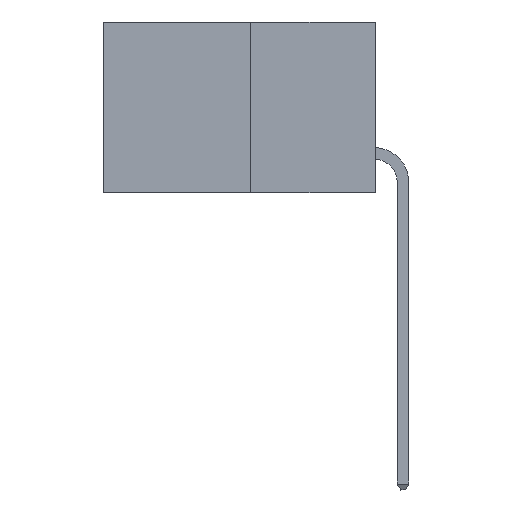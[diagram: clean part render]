
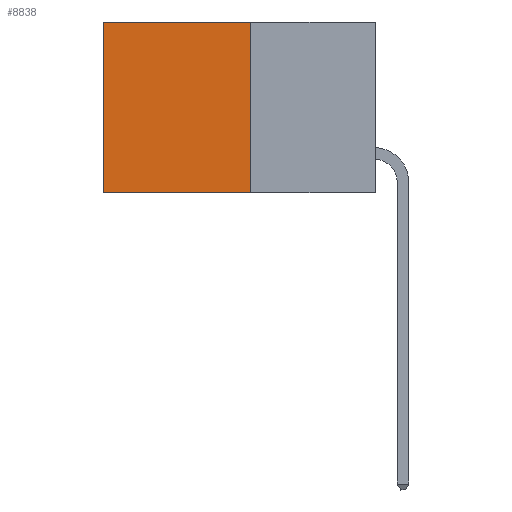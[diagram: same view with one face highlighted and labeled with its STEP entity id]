
A CAD part, left-side view. The second image highlights one B-rep face of the part: STEP entity #8838.
In plain terms, the highlighted planar face has unit normal (-1, 0, 0).
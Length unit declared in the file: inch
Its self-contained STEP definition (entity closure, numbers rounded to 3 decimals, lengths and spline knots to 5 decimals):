
#61 = DIRECTION ( 'NONE',  ( 0., 1., 0. ) ) ;
#167 = LINE ( 'NONE', #5929, #1927 ) ;
#346 = EDGE_CURVE ( 'NONE', #5767, #5121, #7688, .T. ) ;
#850 = ORIENTED_EDGE ( 'NONE', *, *, #8825, .F. ) ;
#1338 = ORIENTED_EDGE ( 'NONE', *, *, #4553, .F. ) ;
#1535 = ORIENTED_EDGE ( 'NONE', *, *, #5352, .T. ) ;
#1546 = CARTESIAN_POINT ( 'NONE',  ( 0.277, 0.59, -0.37 ) ) ;
#1560 = DIRECTION ( 'NONE',  ( 0., 0., -1. ) ) ;
#1927 = VECTOR ( 'NONE', #61, 39.37008 ) ;
#2916 = EDGE_LOOP ( 'NONE', ( #1535, #850, #1338, #3053 ) ) ;
#3053 = ORIENTED_EDGE ( 'NONE', *, *, #346, .T. ) ;
#3065 = CARTESIAN_POINT ( 'NONE',  ( 0.277, 0.27, -0.37 ) ) ;
#3088 = CARTESIAN_POINT ( 'NONE',  ( 0.277, 0.59, 0. ) ) ;
#3704 = VERTEX_POINT ( 'NONE', #5837 ) ;
#3831 = PLANE ( 'NONE',  #8522 ) ;
#3864 = CARTESIAN_POINT ( 'NONE',  ( 0.277, 0.27, 0. ) ) ;
#3938 = CARTESIAN_POINT ( 'NONE',  ( 0.277, 0.27, 0. ) ) ;
#3949 = DIRECTION ( 'NONE',  ( 0., 1., 0. ) ) ;
#4553 = EDGE_CURVE ( 'NONE', #5767, #6235, #8151, .T. ) ;
#4556 = DIRECTION ( 'NONE',  ( 0., 0., -1. ) ) ;
#4850 = LINE ( 'NONE', #1546, #6518 ) ;
#5121 = VERTEX_POINT ( 'NONE', #3088 ) ;
#5352 = EDGE_CURVE ( 'NONE', #5121, #3704, #4850, .T. ) ;
#5766 = VECTOR ( 'NONE', #3949, 39.37008 ) ;
#5767 = VERTEX_POINT ( 'NONE', #3864 ) ;
#5837 = CARTESIAN_POINT ( 'NONE',  ( 0.277, 0.59, -0.37 ) ) ;
#5929 = CARTESIAN_POINT ( 'NONE',  ( 0.277, 0.27, -0.37 ) ) ;
#5966 = DIRECTION ( 'NONE',  ( 1., 0., 0. ) ) ;
#6076 = VECTOR ( 'NONE', #7345, 39.37008 ) ;
#6235 = VERTEX_POINT ( 'NONE', #7959 ) ;
#6518 = VECTOR ( 'NONE', #1560, 39.37008 ) ;
#7345 = DIRECTION ( 'NONE',  ( 0., 0., -1. ) ) ;
#7424 = CARTESIAN_POINT ( 'NONE',  ( 0.277, 0.27, -0.37 ) ) ;
#7531 = FACE_OUTER_BOUND ( 'NONE', #2916, .T. ) ;
#7688 = LINE ( 'NONE', #3938, #5766 ) ;
#7959 = CARTESIAN_POINT ( 'NONE',  ( 0.277, 0.27, -0.37 ) ) ;
#8151 = LINE ( 'NONE', #7424, #6076 ) ;
#8522 = AXIS2_PLACEMENT_3D ( 'NONE', #3065, #5966, #4556 ) ;
#8825 = EDGE_CURVE ( 'NONE', #6235, #3704, #167, .T. ) ;
#8838 = ADVANCED_FACE ( 'NONE', ( #7531 ), #3831, .F. ) ;
